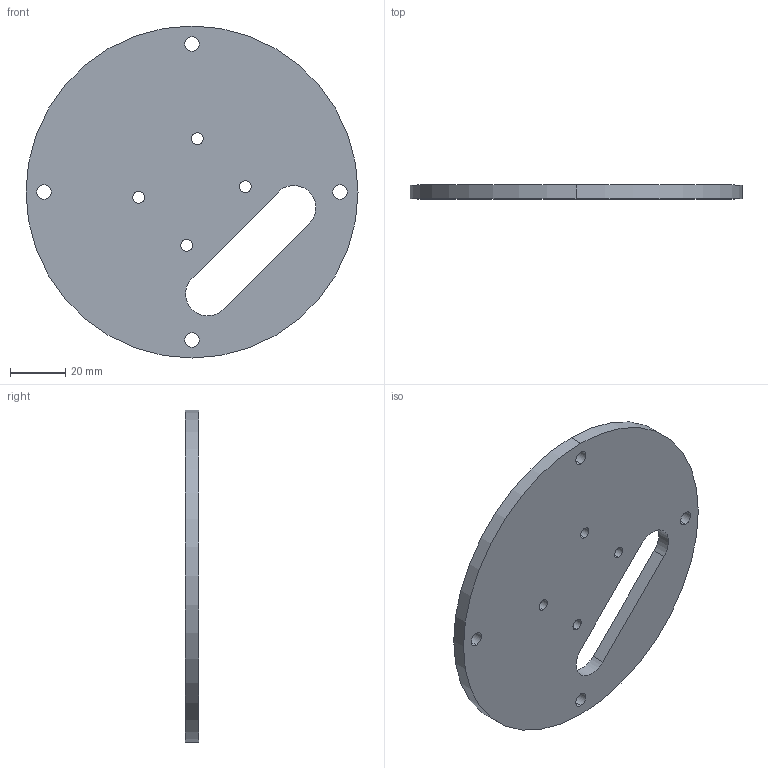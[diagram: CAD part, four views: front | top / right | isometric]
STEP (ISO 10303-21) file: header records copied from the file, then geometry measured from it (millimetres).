
FILE_DESCRIPTION (( 'STEP AP203' ), '1' );
FILE_NAME ('陬謫盓傅產玹啣.STEP', '2023-09-20T09:46:06', ( '' ), ( '' ), 'SwSTEP 2.0', 'SolidWorks 2022', '' );
FILE_SCHEMA (( 'CONFIG_CONTROL_DESIGN' ));
Length unit declared in the file: millimetre
Products named in the file (1): 车轮支撑玻纤板
Bounding box: 120 x 5 x 120 mm (x, y, z)
Volume: 51321.5 mm3; surface area: 23695.5 mm2
Topology: 1 solids, 1 shells, 27 faces, 75 edges, 50 vertices
Faces by surface type: cylinder 23, plane 4
Entity records: 1008 total; most frequent: DIRECTION 177, CARTESIAN_POINT 153, ORIENTED_EDGE 150, EDGE_CURVE 75, AXIS2_PLACEMENT_3D 74, VERTEX_POINT 50, CIRCLE 46, EDGE_LOOP 45
